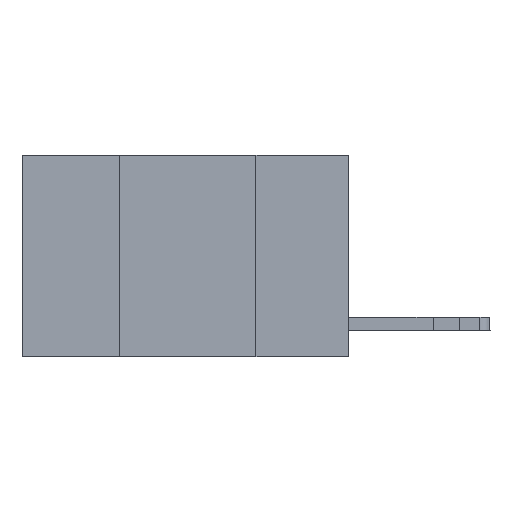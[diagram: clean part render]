
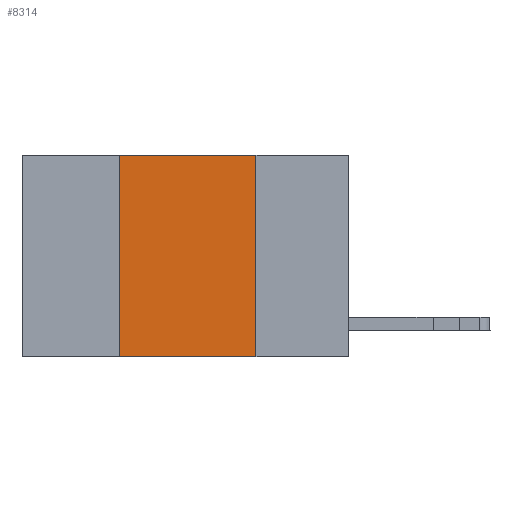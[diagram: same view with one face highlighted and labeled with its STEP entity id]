
A CAD part, left-side view. The second image highlights one B-rep face of the part: STEP entity #8314.
In plain terms, the highlighted planar face has unit normal (-1, 0, 0).
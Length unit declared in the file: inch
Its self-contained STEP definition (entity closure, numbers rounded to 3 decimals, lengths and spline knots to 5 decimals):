
#573 = LINE ( 'NONE', #9136, #12113 ) ;
#924 = VECTOR ( 'NONE', #12583, 39.37008 ) ;
#1008 = VECTOR ( 'NONE', #11898, 39.37008 ) ;
#1249 = VECTOR ( 'NONE', #10600, 39.37008 ) ;
#1383 = AXIS2_PLACEMENT_3D ( 'NONE', #2532, #13319, #6991 ) ;
#1482 = ORIENTED_EDGE ( 'NONE', *, *, #1633, .F. ) ;
#1592 = LINE ( 'NONE', #13698, #924 ) ;
#1633 = EDGE_CURVE ( 'NONE', #10858, #7578, #4205, .T. ) ;
#1661 = EDGE_CURVE ( 'NONE', #12970, #9360, #1592, .T. ) ;
#1677 = EDGE_CURVE ( 'NONE', #12970, #7578, #573, .T. ) ;
#1841 = ORIENTED_EDGE ( 'NONE', *, *, #5347, .F. ) ;
#2075 = ORIENTED_EDGE ( 'NONE', *, *, #1661, .F. ) ;
#2117 = ORIENTED_EDGE ( 'NONE', *, *, #1677, .T. ) ;
#2532 = CARTESIAN_POINT ( 'NONE',  ( 0., 0.6, 0. ) ) ;
#3302 = CARTESIAN_POINT ( 'NONE',  ( 0., 0.6, 0. ) ) ;
#4205 = LINE ( 'NONE', #13561, #1249 ) ;
#4297 = LINE ( 'NONE', #3302, #1008 ) ;
#4834 = CARTESIAN_POINT ( 'NONE',  ( 0., 0.42, -0.37 ) ) ;
#5347 = EDGE_CURVE ( 'NONE', #9360, #10858, #4297, .T. ) ;
#5894 = PLANE ( 'NONE',  #1383 ) ;
#6436 = CARTESIAN_POINT ( 'NONE',  ( 0., 0.42, 0. ) ) ;
#6688 = EDGE_LOOP ( 'NONE', ( #1482, #1841, #2075, #2117 ) ) ;
#6991 = DIRECTION ( 'NONE',  ( 0., 0., -1. ) ) ;
#7103 = DIRECTION ( 'NONE',  ( 0., -1., 0. ) ) ;
#7578 = VERTEX_POINT ( 'NONE', #12497 ) ;
#7708 = FACE_OUTER_BOUND ( 'NONE', #6688, .T. ) ;
#8314 = ADVANCED_FACE ( 'NONE', ( #7708 ), #5894, .F. ) ;
#9136 = CARTESIAN_POINT ( 'NONE',  ( 0., 0.6, -0.37 ) ) ;
#9360 = VERTEX_POINT ( 'NONE', #6436 ) ;
#10600 = DIRECTION ( 'NONE',  ( 0., 0., -1. ) ) ;
#10858 = VERTEX_POINT ( 'NONE', #12101 ) ;
#11898 = DIRECTION ( 'NONE',  ( 0., -1., 0. ) ) ;
#12101 = CARTESIAN_POINT ( 'NONE',  ( 0., 0.17, 0. ) ) ;
#12113 = VECTOR ( 'NONE', #7103, 39.37008 ) ;
#12497 = CARTESIAN_POINT ( 'NONE',  ( 0., 0.17, -0.37 ) ) ;
#12583 = DIRECTION ( 'NONE',  ( 0., 0., 1. ) ) ;
#12970 = VERTEX_POINT ( 'NONE', #4834 ) ;
#13319 = DIRECTION ( 'NONE',  ( 1., 0., 0. ) ) ;
#13561 = CARTESIAN_POINT ( 'NONE',  ( 0., 0.17, 0. ) ) ;
#13698 = CARTESIAN_POINT ( 'NONE',  ( 0., 0.42, 0. ) ) ;
